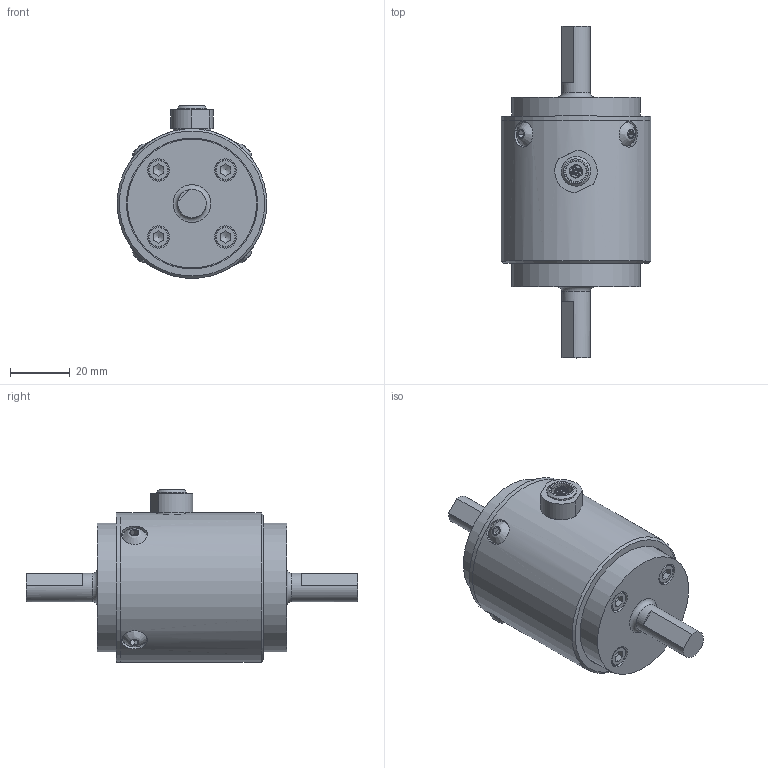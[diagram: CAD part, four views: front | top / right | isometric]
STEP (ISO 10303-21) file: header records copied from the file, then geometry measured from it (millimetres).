
FILE_DESCRIPTION((''),'2;1');
FILE_NAME('TSS400.stp','2011-04-25T14:37:11',('thomasl'),(''),'Autodesk Inventor 2011','Autodesk Inventor 2011','');
FILE_SCHEMA(('AUTOMOTIVE_DESIGN { 1 0 10303 214 1 1 1 1 }'));
Length unit declared in the file: inch
Products named in the file (2): 100 - 500 IN-LB (SubstituteLevelofDetail1); 100 - 500 IN-LB_Substitute_2
Assembly tree (1 placements, depth 2):
  100 - 500 IN-LB (SubstituteLevelofDetail1)
    100 - 500 IN-LB_Substitute_2
Bounding box: 49.97 x 111.12 x 57.69 mm (x, y, z)
Volume: 75962.7 mm3; surface area: 35945.3 mm2
Topology: 1 solids, 30 shells, 388 faces, 835 edges, 554 vertices
Faces by surface type: plane 199, cylinder 125, cone 42, torus 18, bspline 4
Full cylindrical faces by diameter (mm): 0.711 x4, 1.016 x4, 1.27 x4, 3.454 x12, 3.531 x4, 4.166 x12, 4.369 x8, 4.445 x1, 4.572 x1, 5.105 x4, 6.858 x8, 6.912 x2, 6.985 x1, 7.544 x8, 7.925 x4, 8.636 x4, 9.517 x2, 9.906 x1, 12.7 x1, 16.764 x1, 19.025 x2, 19.05 x2, 25.4 x1, 43.18 x2, 43.815 x1, 43.866 x1, 50.165 x2
Entity records: 10585 total; most frequent: CARTESIAN_POINT 2805, DIRECTION 1510, ORIENTED_EDGE 1204, AXIS2_PLACEMENT_3D 640, EDGE_LOOP 632, EDGE_CURVE 602, VERTEX_POINT 476, STYLED_ITEM 389
